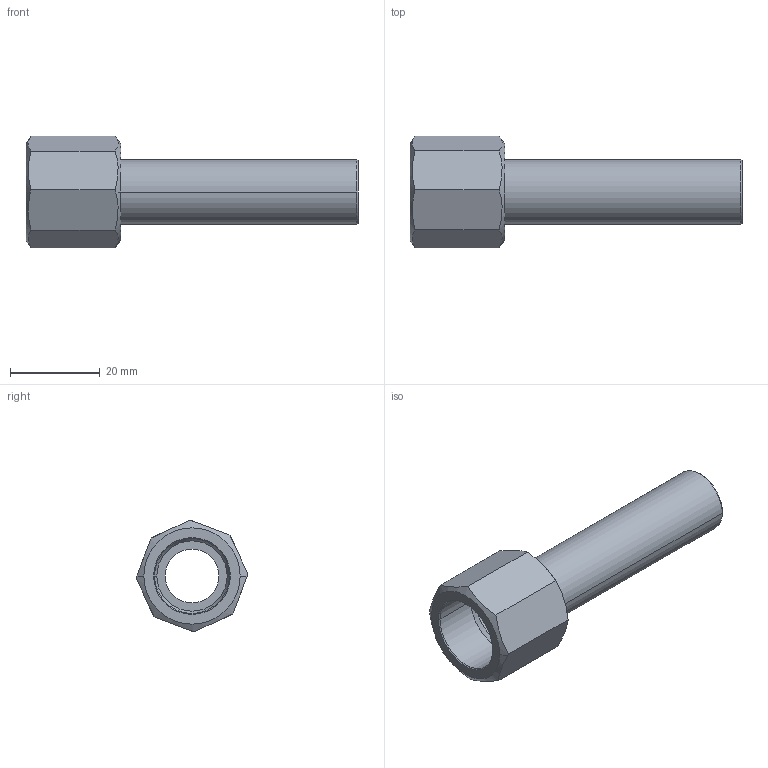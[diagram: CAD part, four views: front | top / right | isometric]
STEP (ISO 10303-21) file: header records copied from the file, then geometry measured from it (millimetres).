
FILE_DESCRIPTION (( 'STEP AP203' ), '1' );
FILE_NAME ('3D_PS736_15 x 3-8_148481110.STEP', '2024-11-21T11:54:45', ( '' ), ( '' ), 'SwSTEP 2.0', 'SolidWorks 2023', '' );
FILE_SCHEMA (( 'CONFIG_CONTROL_DESIGN' ));
Length unit declared in the file: millimetre
Products named in the file (1): 3D_PS736_15 x 3-8_148481110
Bounding box: 74 x 24.9 x 24.9 mm (x, y, z)
Volume: 7652.2 mm3; surface area: 7548.3 mm2
Topology: 1 solids, 1 shells, 32 faces, 74 edges, 46 vertices
Faces by surface type: cone 12, plane 12, cylinder 8
Entity records: 1109 total; most frequent: CARTESIAN_POINT 317, ORIENTED_EDGE 148, DIRECTION 146, EDGE_CURVE 74, AXIS2_PLACEMENT_3D 59, VERTEX_POINT 46, EDGE_LOOP 36, FACE_OUTER_BOUND 32
